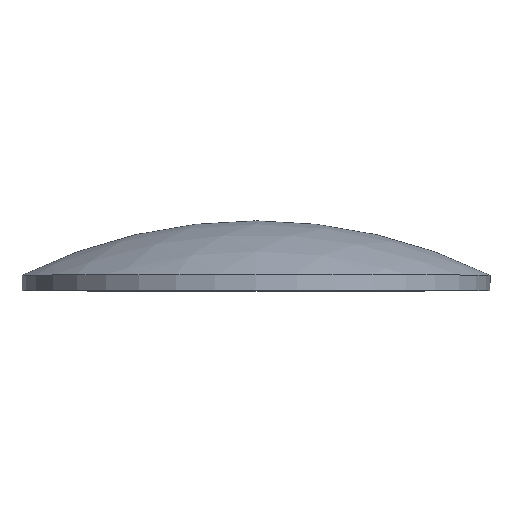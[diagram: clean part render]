
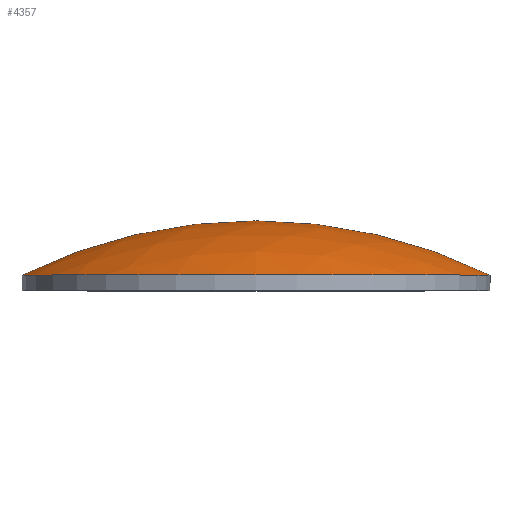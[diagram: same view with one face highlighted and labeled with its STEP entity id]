
A CAD part, top view. The second image highlights one B-rep face of the part: STEP entity #4357.
In plain terms, the highlighted spherical face has radius 68.43 mm.
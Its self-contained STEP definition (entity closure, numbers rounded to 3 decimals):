
#631 = CIRCLE ( 'NONE', #7043, 68.43 ) ;
#997 = AXIS2_PLACEMENT_3D ( 'NONE', #6189, #3397, #8225 ) ;
#1821 = DIRECTION ( 'NONE',  ( 1., 0., 0. ) ) ;
#1903 = CARTESIAN_POINT ( 'NONE',  ( 0., -59.43, 0. ) ) ;
#1905 = CARTESIAN_POINT ( 'NONE',  ( -30.15, 2., 0. ) ) ;
#2003 = EDGE_CURVE ( 'NONE', #3768, #9811, #12549, .T. ) ;
#2484 = CARTESIAN_POINT ( 'NONE',  ( 0., -59.43, 0. ) ) ;
#2613 = ORIENTED_EDGE ( 'NONE', *, *, #12655, .F. ) ;
#3008 = CIRCLE ( 'NONE', #997, 30.15 ) ;
#3040 = CARTESIAN_POINT ( 'NONE',  ( 0., -59.43, 0. ) ) ;
#3330 = EDGE_LOOP ( 'NONE', ( #11770, #4013, #2613 ) ) ;
#3397 = DIRECTION ( 'NONE',  ( 0., -1., 0. ) ) ;
#3768 = VERTEX_POINT ( 'NONE', #6184 ) ;
#4013 = ORIENTED_EDGE ( 'NONE', *, *, #7046, .T. ) ;
#4100 = DIRECTION ( 'NONE',  ( -1., 0., 0. ) ) ;
#4357 = ADVANCED_FACE ( 'NONE', ( #10029 ), #7726, .T. ) ;
#4591 = CARTESIAN_POINT ( 'NONE',  ( 30.15, 2., 0. ) ) ;
#4781 = DIRECTION ( 'NONE',  ( 0., 0., 1. ) ) ;
#5056 = DIRECTION ( 'NONE',  ( 0., 0., -1. ) ) ;
#5451 = DIRECTION ( 'NONE',  ( 1., 0., 0. ) ) ;
#6184 = CARTESIAN_POINT ( 'NONE',  ( 0., 9., 0. ) ) ;
#6189 = CARTESIAN_POINT ( 'NONE',  ( 0., 2., 0. ) ) ;
#7043 = AXIS2_PLACEMENT_3D ( 'NONE', #1903, #4781, #1821 ) ;
#7046 = EDGE_CURVE ( 'NONE', #3768, #11637, #631, .T. ) ;
#7726 = SPHERICAL_SURFACE ( 'NONE', #8868, 68.43 ) ;
#8225 = DIRECTION ( 'NONE',  ( 1., 0., 0. ) ) ;
#8868 = AXIS2_PLACEMENT_3D ( 'NONE', #2484, #10364, #5451 ) ;
#9811 = VERTEX_POINT ( 'NONE', #4591 ) ;
#10029 = FACE_OUTER_BOUND ( 'NONE', #3330, .T. ) ;
#10364 = DIRECTION ( 'NONE',  ( 0., 0., 1. ) ) ;
#11637 = VERTEX_POINT ( 'NONE', #1905 ) ;
#11770 = ORIENTED_EDGE ( 'NONE', *, *, #2003, .F. ) ;
#12304 = AXIS2_PLACEMENT_3D ( 'NONE', #3040, #5056, #4100 ) ;
#12549 = CIRCLE ( 'NONE', #12304, 68.43 ) ;
#12655 = EDGE_CURVE ( 'NONE', #9811, #11637, #3008, .T. ) ;
